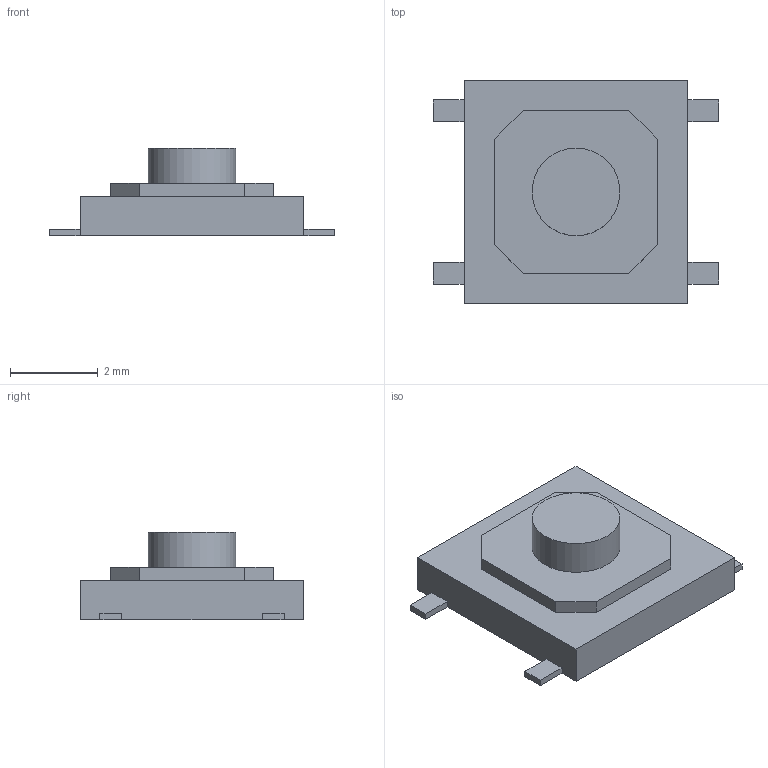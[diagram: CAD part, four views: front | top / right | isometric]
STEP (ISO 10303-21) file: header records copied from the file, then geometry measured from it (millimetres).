
FILE_DESCRIPTION(('FreeCAD Model'),'2;1');
FILE_NAME('TS-1187A-C-D-B v2.step', '2020-08-20T18:47:00',('kicad StepUp'),('ksu MCAD'), 'Open CASCADE STEP processor 7.3','FreeCAD','Unknown');
FILE_SCHEMA(('AUTOMOTIVE_DESIGN { 1 0 10303 214 1 1 1 1 }'));
Length unit declared in the file: millimetre
Products named in the file (1): TS-1187A-C-D-B_v2
Bounding box: 6.5 x 5.1 x 2 mm (x, y, z)
Volume: 30 mm3; surface area: 83 mm2
Topology: 1 solids, 1 shells, 33 faces, 87 edges, 58 vertices
Faces by surface type: plane 32, cylinder 1
Full cylindrical faces by diameter (mm): 2 x1
Entity records: 1248 total; most frequent: CARTESIAN_POINT 179, ORIENTED_EDGE 174, DIRECTION 157, EDGE_CURVE 87, LINE 85, VECTOR 85, VERTEX_POINT 58, AXIS2_PLACEMENT_3D 36
